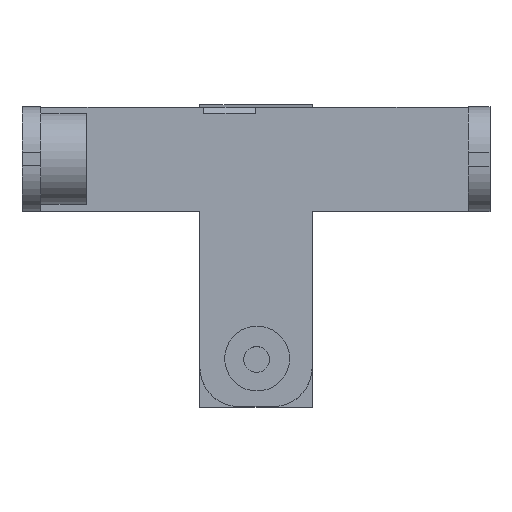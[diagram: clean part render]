
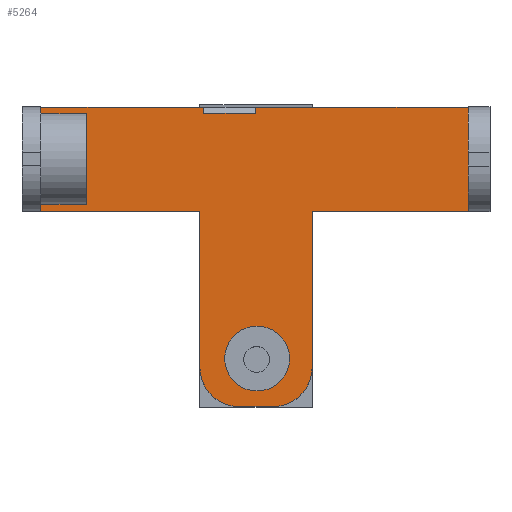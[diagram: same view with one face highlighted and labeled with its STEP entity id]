
A CAD part, top view. The second image highlights one B-rep face of the part: STEP entity #5264.
In plain terms, the highlighted planar face has unit normal (0, 0, 1).
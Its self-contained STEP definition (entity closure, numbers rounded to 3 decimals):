
#15=FACE_BOUND('',#651,.T.);
#101=PLANE('',#5597);
#335=FACE_OUTER_BOUND('',#650,.T.);
#650=EDGE_LOOP('',(#3659,#3660,#3661,#3662,#3663,#3664,#3665,#3666,#3667,
#3668,#3669,#3670,#3671,#3672));
#651=EDGE_LOOP('',(#3673,#3674));
#1052=LINE('',#7825,#1598);
#1055=LINE('',#7831,#1601);
#1058=LINE('',#7837,#1604);
#1060=LINE('',#7841,#1606);
#1061=LINE('',#7843,#1607);
#1062=LINE('',#7845,#1608);
#1063=LINE('',#7847,#1609);
#1064=LINE('',#7851,#1610);
#1065=LINE('',#7855,#1611);
#1066=LINE('',#7857,#1612);
#1067=LINE('',#7859,#1613);
#1068=LINE('',#7860,#1614);
#1598=VECTOR('',#6178,10.);
#1601=VECTOR('',#6183,10.);
#1604=VECTOR('',#6188,10.);
#1606=VECTOR('',#6192,10.);
#1607=VECTOR('',#6193,10.);
#1608=VECTOR('',#6194,10.);
#1609=VECTOR('',#6195,10.);
#1610=VECTOR('',#6198,10.);
#1611=VECTOR('',#6201,10.);
#1612=VECTOR('',#6202,10.);
#1613=VECTOR('',#6203,10.);
#1614=VECTOR('',#6204,10.);
#2127=CIRCLE('',#5598,3.);
#2128=CIRCLE('',#5599,3.);
#2129=CIRCLE('',#5600,2.5);
#2130=CIRCLE('',#5601,2.5);
#2372=VERTEX_POINT('',#7823);
#2373=VERTEX_POINT('',#7824);
#2375=VERTEX_POINT('',#7830);
#2377=VERTEX_POINT('',#7836);
#2378=VERTEX_POINT('',#7840);
#2379=VERTEX_POINT('',#7842);
#2380=VERTEX_POINT('',#7844);
#2381=VERTEX_POINT('',#7846);
#2382=VERTEX_POINT('',#7848);
#2383=VERTEX_POINT('',#7850);
#2384=VERTEX_POINT('',#7852);
#2385=VERTEX_POINT('',#7854);
#2386=VERTEX_POINT('',#7856);
#2387=VERTEX_POINT('',#7858);
#2388=VERTEX_POINT('',#7861);
#2389=VERTEX_POINT('',#7862);
#2861=EDGE_CURVE('',#2372,#2373,#1052,.T.);
#2864=EDGE_CURVE('',#2375,#2372,#1055,.T.);
#2867=EDGE_CURVE('',#2377,#2375,#1058,.T.);
#2869=EDGE_CURVE('',#2373,#2378,#1060,.T.);
#2870=EDGE_CURVE('',#2379,#2378,#1061,.T.);
#2871=EDGE_CURVE('',#2380,#2379,#1062,.T.);
#2872=EDGE_CURVE('',#2381,#2380,#1063,.T.);
#2873=EDGE_CURVE('',#2382,#2381,#2127,.T.);
#2874=EDGE_CURVE('',#2382,#2383,#1064,.T.);
#2875=EDGE_CURVE('',#2384,#2383,#2128,.T.);
#2876=EDGE_CURVE('',#2384,#2385,#1065,.T.);
#2877=EDGE_CURVE('',#2385,#2386,#1066,.T.);
#2878=EDGE_CURVE('',#2386,#2387,#1067,.T.);
#2879=EDGE_CURVE('',#2387,#2377,#1068,.T.);
#2880=EDGE_CURVE('',#2388,#2389,#2129,.T.);
#2881=EDGE_CURVE('',#2389,#2388,#2130,.T.);
#3659=ORIENTED_EDGE('',*,*,#2867,.T.);
#3660=ORIENTED_EDGE('',*,*,#2864,.T.);
#3661=ORIENTED_EDGE('',*,*,#2861,.T.);
#3662=ORIENTED_EDGE('',*,*,#2869,.T.);
#3663=ORIENTED_EDGE('',*,*,#2870,.F.);
#3664=ORIENTED_EDGE('',*,*,#2871,.F.);
#3665=ORIENTED_EDGE('',*,*,#2872,.F.);
#3666=ORIENTED_EDGE('',*,*,#2873,.F.);
#3667=ORIENTED_EDGE('',*,*,#2874,.T.);
#3668=ORIENTED_EDGE('',*,*,#2875,.F.);
#3669=ORIENTED_EDGE('',*,*,#2876,.T.);
#3670=ORIENTED_EDGE('',*,*,#2877,.T.);
#3671=ORIENTED_EDGE('',*,*,#2878,.T.);
#3672=ORIENTED_EDGE('',*,*,#2879,.T.);
#3673=ORIENTED_EDGE('',*,*,#2880,.T.);
#3674=ORIENTED_EDGE('',*,*,#2881,.T.);
#5264=ADVANCED_FACE('',(#335,#15),#101,.T.);
#5597=AXIS2_PLACEMENT_3D('',#7839,#6190,#6191);
#5598=AXIS2_PLACEMENT_3D('',#7849,#6196,#6197);
#5599=AXIS2_PLACEMENT_3D('',#7853,#6199,#6200);
#5600=AXIS2_PLACEMENT_3D('',#7863,#6205,#6206);
#5601=AXIS2_PLACEMENT_3D('',#7864,#6207,#6208);
#6178=DIRECTION('',(0.,1.,0.));
#6183=DIRECTION('',(-1.,0.,0.));
#6188=DIRECTION('',(0.,-1.,0.));
#6190=DIRECTION('center_axis',(0.,0.,1.));
#6191=DIRECTION('ref_axis',(0.,1.,0.));
#6192=DIRECTION('',(-1.,0.,0.));
#6193=DIRECTION('',(0.,1.,0.));
#6194=DIRECTION('',(-1.,0.,0.));
#6195=DIRECTION('',(0.,1.,0.));
#6196=DIRECTION('center_axis',(0.,0.,-1.));
#6197=DIRECTION('ref_axis',(-0.707,-0.707,0.));
#6198=DIRECTION('',(1.,0.,0.));
#6199=DIRECTION('center_axis',(0.,0.,-1.));
#6200=DIRECTION('ref_axis',(0.707,-0.707,0.));
#6201=DIRECTION('',(0.,1.,0.));
#6202=DIRECTION('',(1.,0.,0.));
#6203=DIRECTION('',(0.,1.,0.));
#6204=DIRECTION('',(-1.,0.,0.));
#6205=DIRECTION('center_axis',(0.,0.,-1.));
#6206=DIRECTION('ref_axis',(1.,0.,0.));
#6207=DIRECTION('center_axis',(0.,0.,-1.));
#6208=DIRECTION('ref_axis',(1.,0.,0.));
#7823=CARTESIAN_POINT('',(-4.361,45.596,10.));
#7824=CARTESIAN_POINT('',(-4.361,46.061,10.));
#7825=CARTESIAN_POINT('',(-4.361,41.34,10.));
#7830=CARTESIAN_POINT('',(-0.361,45.596,10.));
#7831=CARTESIAN_POINT('',(-0.344,45.596,10.));
#7836=CARTESIAN_POINT('',(-0.361,46.061,10.));
#7837=CARTESIAN_POINT('',(-0.361,41.34,10.));
#7839=CARTESIAN_POINT('Origin',(-0.326,32.03,10.));
#7840=CARTESIAN_POINT('',(-16.908,46.061,10.));
#7841=CARTESIAN_POINT('',(-4.652,46.061,10.));
#7842=CARTESIAN_POINT('',(-16.908,38.012,10.));
#7843=CARTESIAN_POINT('',(-16.908,39.045,10.));
#7844=CARTESIAN_POINT('',(-4.652,38.012,10.));
#7845=CARTESIAN_POINT('',(-4.652,38.012,10.));
#7846=CARTESIAN_POINT('',(-4.652,26.,10.));
#7847=CARTESIAN_POINT('',(-4.652,41.061,10.));
#7848=CARTESIAN_POINT('',(-1.652,23.,10.));
#7849=CARTESIAN_POINT('Origin',(-1.652,26.,10.));
#7850=CARTESIAN_POINT('',(1.,23.,10.));
#7851=CARTESIAN_POINT('',(-0.326,23.,10.));
#7852=CARTESIAN_POINT('',(4.,26.,10.));
#7853=CARTESIAN_POINT('Origin',(1.,26.,10.));
#7854=CARTESIAN_POINT('',(4.,38.,10.));
#7855=CARTESIAN_POINT('',(4.,32.03,10.));
#7856=CARTESIAN_POINT('',(16.023,38.,10.));
#7857=CARTESIAN_POINT('',(4.,38.,10.));
#7858=CARTESIAN_POINT('',(16.023,46.061,10.));
#7859=CARTESIAN_POINT('',(16.023,39.045,10.));
#7860=CARTESIAN_POINT('',(-4.652,46.061,10.));
#7861=CARTESIAN_POINT('',(2.257,26.694,10.));
#7862=CARTESIAN_POINT('',(-2.743,26.694,10.));
#7863=CARTESIAN_POINT('Origin',(-0.243,26.694,10.));
#7864=CARTESIAN_POINT('Origin',(-0.243,26.694,10.));
